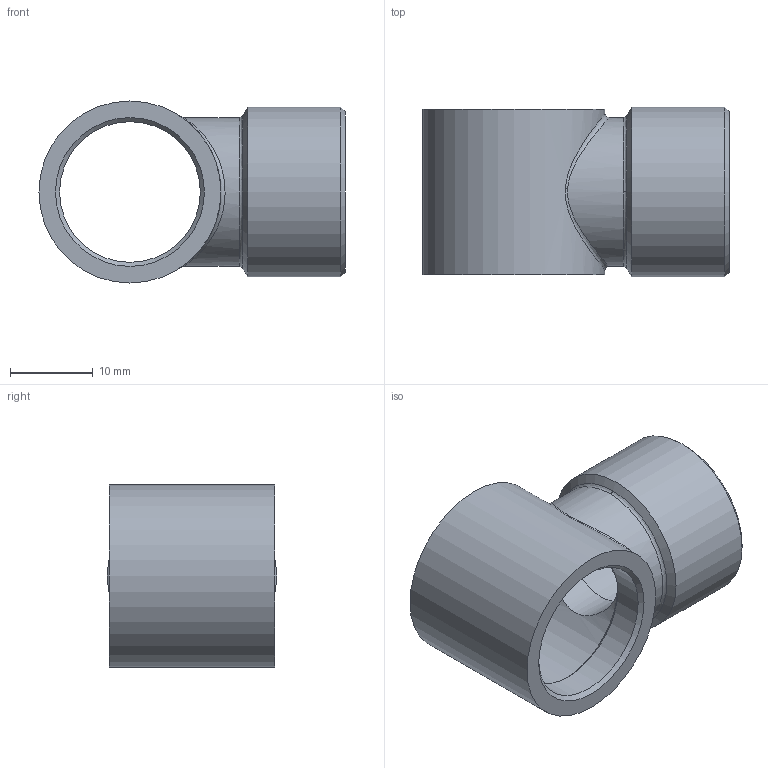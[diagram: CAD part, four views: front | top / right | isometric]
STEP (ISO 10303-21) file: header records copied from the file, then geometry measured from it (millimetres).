
FILE_DESCRIPTION(( 'RA.42.00.38.stp' ), '1');
FILE_NAME( 'RA.42.00.38.stp', '2019-06-19T16:08:14',( 'Sopra'),('sopra-pneumatic.com'), 'SwSTEP 2.0','SolidWorks 2009','' );
FILE_SCHEMA( ( 'CONFIG_CONTROL_DESIGN' ) );
Length unit declared in the file: millimetre
Products named in the file (1): <00C-0096>-<Raccordo>
Bounding box: 37 x 20.5 x 22 mm (x, y, z)
Volume: 4905.2 mm3; surface area: 4459.1 mm2
Topology: 1 solids, 1 shells, 23 faces, 55 edges, 34 vertices
Faces by surface type: cylinder 8, cone 8, bspline 4, plane 3
Full cylindrical faces by diameter (mm): 11 x1, 15 x1, 17 x2, 18 x2, 20.5 x1, 22 x1
Entity records: 1135 total; most frequent: CARTESIAN_POINT 657, DIRECTION 90, ORIENTED_EDGE 70, AXIS2_PLACEMENT_3D 45, EDGE_LOOP 42, EDGE_CURVE 35, FACE_OUTER_BOUND 30, VERTEX_POINT 29
